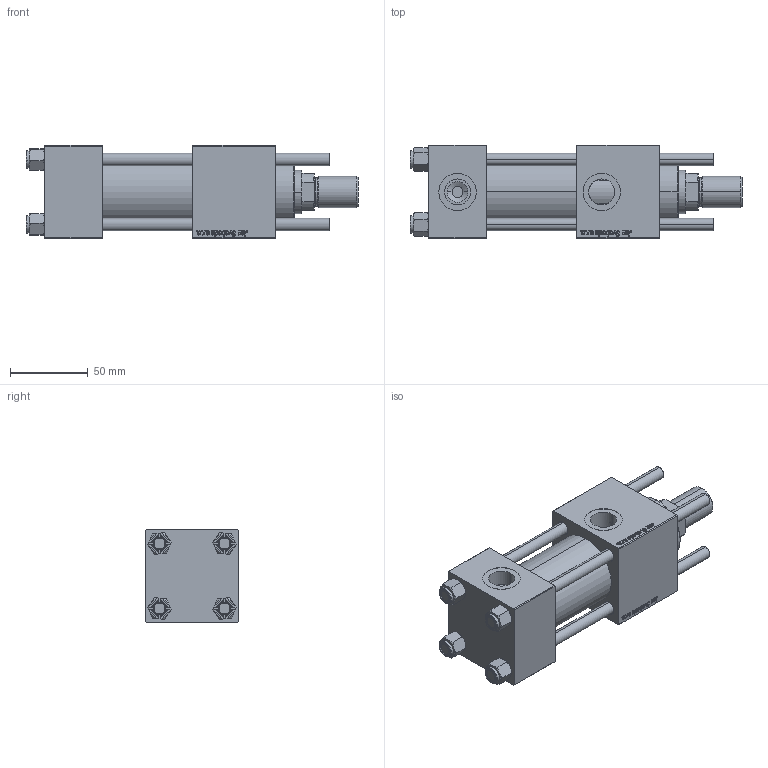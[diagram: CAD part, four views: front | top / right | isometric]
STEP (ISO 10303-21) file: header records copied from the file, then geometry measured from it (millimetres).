
FILE_DESCRIPTION (( 'STEP AP203' ), '1' );
FILE_NAME ('33b7.STEP', '2023-08-22T21:27:55', ( '' ), ( '' ), 'SwSTEP 2.0', 'SolidWorks 2019', '' );
FILE_SCHEMA (( 'CONFIG_CONTROL_DESIGN' ));
Length unit declared in the file: millimetre
Products named in the file (7): V215CR_VCP_B 429cf5324b2c0005eac67ede4bd1e45d; V215CR_B-1 429cf5324b2c0005eac67ede4bd1e45d; 33b7; NUT_M5_B 429cf5324b2c0005eac67ede4bd1e45d; V215_VC_A 429cf5324b2c0005eac67ede4bd1e45d; ROD_END_AH 429cf5324b2c0005eac67ede4bd1e45d; V215CR_B_TYCINKA 429cf5324b2c0005eac67ede4bd1e45d
Assembly tree (12 placements, depth 2):
  33b7
    V215CR_B-1 429cf5324b2c0005eac67ede4bd1e45d
    V215CR_VCP_B 429cf5324b2c0005eac67ede4bd1e45d
    NUT_M5_B 429cf5324b2c0005eac67ede4bd1e45d  x4
    V215CR_B_TYCINKA 429cf5324b2c0005eac67ede4bd1e45d  x4
    V215_VC_A 429cf5324b2c0005eac67ede4bd1e45d
    ROD_END_AH 429cf5324b2c0005eac67ede4bd1e45d
Bounding box: 213 x 60 x 60 mm (x, y, z)
Volume: 444227.1 mm3; surface area: 122289.6 mm2
Topology: 12 solids, 12 shells, 1173 faces, 2966 edges, 1925 vertices
Faces by surface type: bspline 504, plane 437, cone 140, cylinder 82, torus 10
Entity records: 57327 total; most frequent: CARTESIAN_POINT 34110, ORIENTED_EDGE 5424, DIRECTION 3002, EDGE_CURVE 2712, VERTEX_POINT 1781, VECTOR 1452, LINE 1452, EDGE_LOOP 1179
